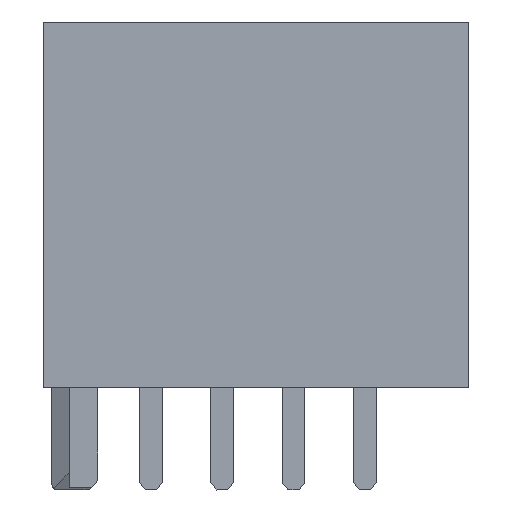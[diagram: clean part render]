
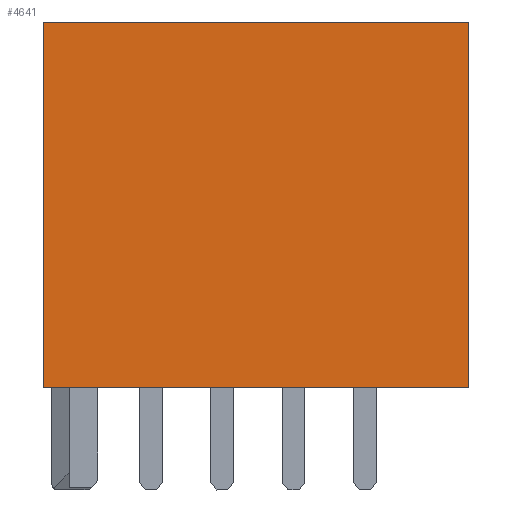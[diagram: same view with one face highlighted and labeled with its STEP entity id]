
A CAD part, left-side view. The second image highlights one B-rep face of the part: STEP entity #4641.
In plain terms, the highlighted face is planar.
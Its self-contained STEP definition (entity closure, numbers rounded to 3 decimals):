
#563=ORIENTED_EDGE('',*,*,#1757,.F.);
#564=ORIENTED_EDGE('',*,*,#1692,.F.);
#565=ORIENTED_EDGE('',*,*,#1828,.F.);
#566=ORIENTED_EDGE('',*,*,#1658,.F.);
#1658=EDGE_CURVE('',#2326,#2327,#2783,.T.);
#1692=EDGE_CURVE('',#2342,#2343,#2817,.T.);
#1757=EDGE_CURVE('',#2343,#2326,#2882,.T.);
#1828=EDGE_CURVE('',#2327,#2342,#2953,.T.);
#2326=VERTEX_POINT('',#6736);
#2327=VERTEX_POINT('',#6738);
#2342=VERTEX_POINT('',#6795);
#2343=VERTEX_POINT('',#6797);
#2783=LINE('',#6737,#3442);
#2817=LINE('',#6796,#3476);
#2882=LINE('',#6918,#3541);
#2953=LINE('',#7047,#3612);
#3442=VECTOR('',#5365,1000.);
#3476=VECTOR('',#5417,1000.);
#3541=VECTOR('',#5502,1000.);
#3612=VECTOR('',#5609,1000.);
#3940=EDGE_LOOP('',(#563,#564,#565,#566));
#4183=FACE_BOUND('',#3940,.T.);
#4419=PLANE('',#4901);
#4641=ADVANCED_FACE('',(#4183),#4419,.F.);
#4901=AXIS2_PLACEMENT_3D('',#7055,#5616,#5617);
#5365=DIRECTION('',(-1.,0.,0.));
#5417=DIRECTION('',(1.,0.,0.));
#5502=DIRECTION('',(0.,0.,-1.));
#5609=DIRECTION('',(0.,0.,1.));
#5616=DIRECTION('',(0.,1.,0.));
#5617=DIRECTION('',(0.,0.,1.));
#6736=CARTESIAN_POINT('',(7.45,0.,-6.4));
#6737=CARTESIAN_POINT('',(7.45,0.,-6.4));
#6738=CARTESIAN_POINT('',(-7.45,0.,-6.4));
#6795=CARTESIAN_POINT('',(-7.45,0.,6.4));
#6796=CARTESIAN_POINT('',(-7.45,0.,6.4));
#6797=CARTESIAN_POINT('',(7.45,0.,6.4));
#6918=CARTESIAN_POINT('',(7.45,0.,6.4));
#7047=CARTESIAN_POINT('',(-7.45,0.,-6.4));
#7055=CARTESIAN_POINT('',(0.,0.,0.));
